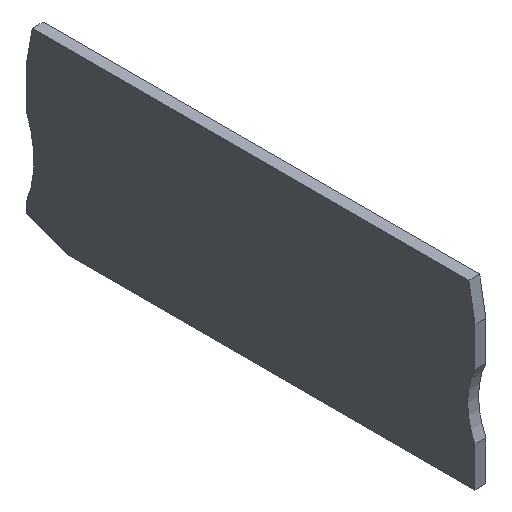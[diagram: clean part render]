
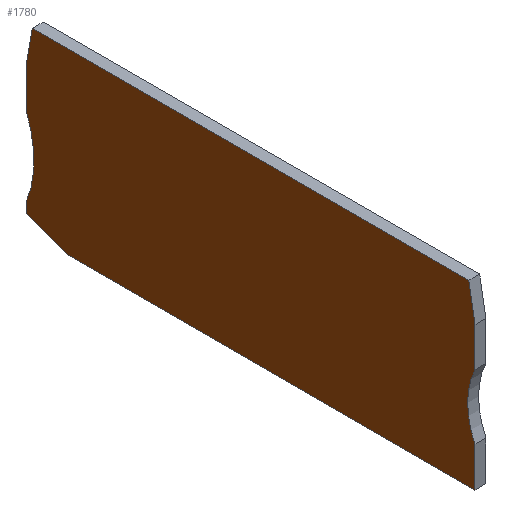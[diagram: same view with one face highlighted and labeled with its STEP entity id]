
A CAD part, isometric view. The second image highlights one B-rep face of the part: STEP entity #1780.
In plain terms, the highlighted face is planar.
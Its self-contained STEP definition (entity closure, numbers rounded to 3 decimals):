
#100=CARTESIAN_POINT('',(-58.843,-17.2,
53.67));
#110=VERTEX_POINT('',#100);
#160=CARTESIAN_POINT('',(-58.843,-22.363,53.67))
;
#170=DIRECTION('',(0.,1.,0.));
#180=VECTOR('',#170,1.);
#190=LINE('',#160,#180);
#200=CARTESIAN_POINT('',(-58.843,-9.327,
53.67));
#210=VERTEX_POINT('',#200);
#220=EDGE_CURVE('',#110,#210,#190,.T.);
#570=CARTESIAN_POINT('',(23.615,-38.2,
53.67));
#580=VERTEX_POINT('',#570);
#750=CARTESIAN_POINT('',(31.682,-35.2,
53.67));
#760=VERTEX_POINT('',#750);
#790=CARTESIAN_POINT('',(31.631,-35.219,53.67));
#800=DIRECTION('',(-0.937,-0.349,
0.));
#810=VECTOR('',#800,1.);
#820=LINE('',#790,#810);
#830=EDGE_CURVE('',#760,#580,#820,.T.);
#950=CARTESIAN_POINT('',(11.248,-3.971,
53.67));
#960=DIRECTION('',(0.,0.,-1.));
#970=DIRECTION('',(-1.,0.,0.));
#980=AXIS2_PLACEMENT_3D('',#950,#960,#970);
#990=PLANE('',#980);
#1000=CARTESIAN_POINT('',(-61.142,-22.363,53.67)
);
#1010=DIRECTION('',(0.174,0.985,
0.));
#1020=VECTOR('',#1010,1.);
#1030=LINE('',#1000,#1020);
#1040=CARTESIAN_POINT('',(-57.586,-2.2,
53.67));
#1050=VERTEX_POINT('',#1040);
#1060=EDGE_CURVE('',#210,#1050,#1030,.T.);
#1070=ORIENTED_EDGE('',*,*,#1060,.T.);
#1080=ORIENTED_EDGE('',*,*,#220,.T.);
#1090=CARTESIAN_POINT('',(-72.361,-23.7,
53.67));
#1100=DIRECTION('',(0.,0.,1.));
#1110=DIRECTION('',(1.,0.,0.));
#1120=AXIS2_PLACEMENT_3D('',#1090,#1100,#1110);
#1130=CIRCLE('',#1120,15.);
#1140=CARTESIAN_POINT('',(-58.843,-30.2,
53.67));
#1150=VERTEX_POINT('',#1140);
#1160=EDGE_CURVE('',#1150,#110,#1130,.T.);
#1170=ORIENTED_EDGE('',*,*,#1160,.T.);
#1180=CARTESIAN_POINT('',(-58.843,-22.363,53.67)
);
#1190=DIRECTION('',(0.,1.,0.));
#1200=VECTOR('',#1190,1.);
#1210=LINE('',#1180,#1200);
#1220=CARTESIAN_POINT('',(-58.843,-38.2,
53.67));
#1230=VERTEX_POINT('',#1220);
#1240=EDGE_CURVE('',#1230,#1150,#1210,.T.);
#1250=ORIENTED_EDGE('',*,*,#1240,.T.);
#1260=CARTESIAN_POINT('',(31.631,-38.2,53.67))
;
#1270=DIRECTION('',(-1.,0.,0.));
#1280=VECTOR('',#1270,1.);
#1290=LINE('',#1260,#1280);
#1300=CARTESIAN_POINT('',(-12.718,-38.2,
53.67));
#1310=VERTEX_POINT('',#1300);
#1320=EDGE_CURVE('',#1310,#1230,#1290,.T.);
#1330=ORIENTED_EDGE('',*,*,#1320,.T.);
#1340=EDGE_CURVE('',#580,#1310,#1290,.T.);
#1350=ORIENTED_EDGE('',*,*,#1340,.T.);
#1360=ORIENTED_EDGE('',*,*,#830,.T.);
#1370=CARTESIAN_POINT('',(31.682,-22.363,53.67))
;
#1380=DIRECTION('',(0.,-1.,0.));
#1390=VECTOR('',#1380,1.);
#1400=LINE('',#1370,#1390);
#1410=CARTESIAN_POINT('',(31.682,-33.2,53.67));
#1420=VERTEX_POINT('',#1410);
#1430=EDGE_CURVE('',#1420,#760,#1400,.T.);
#1440=ORIENTED_EDGE('',*,*,#1430,.T.);
#1450=CARTESIAN_POINT('',(51.099,-25.2,
53.67));
#1460=DIRECTION('',(0.,0.,1.));
#1470=DIRECTION('',(1.,0.,0.));
#1480=AXIS2_PLACEMENT_3D('',#1450,#1460,#1470);
#1490=CIRCLE('',#1480,21.);
#1500=CARTESIAN_POINT('',(31.682,-17.2,
53.67));
#1510=VERTEX_POINT('',#1500);
#1520=EDGE_CURVE('',#1510,#1420,#1490,.T.);
#1530=ORIENTED_EDGE('',*,*,#1520,.T.);
#1540=CARTESIAN_POINT('',(31.682,-22.363,53.67))
;
#1550=DIRECTION('',(0.,-1.,0.));
#1560=VECTOR('',#1550,1.);
#1570=LINE('',#1540,#1560);
#1580=CARTESIAN_POINT('',(31.682,-9.327,
53.67));
#1590=VERTEX_POINT('',#1580);
#1600=EDGE_CURVE('',#1590,#1510,#1570,.T.);
#1610=ORIENTED_EDGE('',*,*,#1600,.T.);
#1620=CARTESIAN_POINT('',(33.981,-22.363,53.67))
;
#1630=DIRECTION('',(0.174,-0.985,
0.));
#1640=VECTOR('',#1630,1.);
#1650=LINE('',#1620,#1640);
#1660=CARTESIAN_POINT('',(30.426,-2.2,
53.67));
#1670=VERTEX_POINT('',#1660);
#1680=EDGE_CURVE('',#1670,#1590,#1650,.T.);
#1690=ORIENTED_EDGE('',*,*,#1680,.T.);
#1700=CARTESIAN_POINT('',(31.631,-2.2,53.67))
;
#1710=DIRECTION('',(1.,0.,0.));
#1720=VECTOR('',#1710,1.);
#1730=LINE('',#1700,#1720);
#1740=EDGE_CURVE('',#1050,#1670,#1730,.T.);
#1750=ORIENTED_EDGE('',*,*,#1740,.T.);
#1760=EDGE_LOOP('',(#1750,#1690,#1610,#1530,#1440,#1360,#1350,#1330,
#1250,#1170,#1080,#1070));
#1770=FACE_OUTER_BOUND('',#1760,.T.);
#1780=ADVANCED_FACE('',(#1770),#990,.T.);
